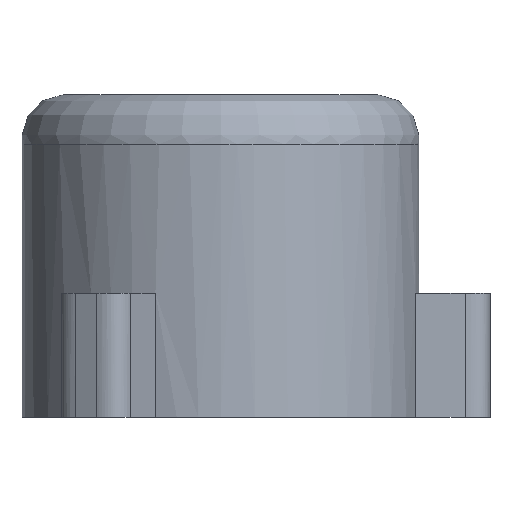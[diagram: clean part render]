
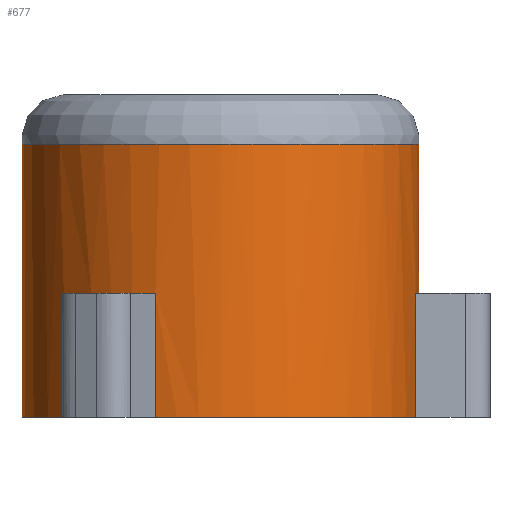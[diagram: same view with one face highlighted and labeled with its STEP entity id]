
A CAD part, left-side view. The second image highlights one B-rep face of the part: STEP entity #677.
In plain terms, the highlighted cylindrical face has radius 4 mm (diameter 8 mm), a full revolution.
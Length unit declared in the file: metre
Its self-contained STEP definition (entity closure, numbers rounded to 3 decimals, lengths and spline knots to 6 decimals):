
#12=CIRCLE('',#722,0.004);
#13=CIRCLE('',#723,0.004);
#14=CIRCLE('',#724,0.004);
#15=CIRCLE('',#725,0.004);
#16=CIRCLE('',#726,0.004);
#17=CIRCLE('',#727,0.004);
#18=CYLINDRICAL_SURFACE('',#721,0.004);
#25=LINE('',#1456,#81);
#26=LINE('',#1461,#82);
#27=LINE('',#1465,#83);
#28=LINE('',#1469,#84);
#29=LINE('',#1473,#85);
#30=LINE('',#1477,#86);
#81=VECTOR('',#771,1.);
#82=VECTOR('',#774,1.);
#83=VECTOR('',#777,1.);
#84=VECTOR('',#780,1.);
#85=VECTOR('',#783,1.);
#86=VECTOR('',#786,1.);
#211=ORIENTED_EDGE('',*,*,#391,.T.);
#212=ORIENTED_EDGE('',*,*,#414,.F.);
#213=ORIENTED_EDGE('',*,*,#415,.T.);
#214=ORIENTED_EDGE('',*,*,#416,.T.);
#215=ORIENTED_EDGE('',*,*,#417,.T.);
#216=ORIENTED_EDGE('',*,*,#418,.F.);
#217=ORIENTED_EDGE('',*,*,#419,.T.);
#218=ORIENTED_EDGE('',*,*,#420,.T.);
#219=ORIENTED_EDGE('',*,*,#421,.T.);
#220=ORIENTED_EDGE('',*,*,#422,.F.);
#221=ORIENTED_EDGE('',*,*,#423,.T.);
#222=ORIENTED_EDGE('',*,*,#424,.T.);
#223=ORIENTED_EDGE('',*,*,#425,.T.);
#391=EDGE_CURVE('',#494,#494,#563,.T.);
#414=EDGE_CURVE('',#514,#515,#25,.T.);
#415=EDGE_CURVE('',#514,#516,#12,.T.);
#416=EDGE_CURVE('',#516,#517,#26,.T.);
#417=EDGE_CURVE('',#517,#518,#13,.T.);
#418=EDGE_CURVE('',#519,#518,#27,.T.);
#419=EDGE_CURVE('',#519,#520,#14,.T.);
#420=EDGE_CURVE('',#520,#521,#28,.T.);
#421=EDGE_CURVE('',#521,#522,#15,.T.);
#422=EDGE_CURVE('',#523,#522,#29,.T.);
#423=EDGE_CURVE('',#523,#524,#16,.T.);
#424=EDGE_CURVE('',#524,#525,#30,.T.);
#425=EDGE_CURVE('',#525,#515,#17,.T.);
#494=VERTEX_POINT('',#1358);
#514=VERTEX_POINT('',#1457);
#515=VERTEX_POINT('',#1458);
#516=VERTEX_POINT('',#1460);
#517=VERTEX_POINT('',#1462);
#518=VERTEX_POINT('',#1464);
#519=VERTEX_POINT('',#1466);
#520=VERTEX_POINT('',#1468);
#521=VERTEX_POINT('',#1470);
#522=VERTEX_POINT('',#1472);
#523=VERTEX_POINT('',#1474);
#524=VERTEX_POINT('',#1476);
#525=VERTEX_POINT('',#1478);
#563=B_SPLINE_CURVE_WITH_KNOTS('',3,(#1347,#1348,#1349,#1350,#1351,#1352,
#1353,#1354,#1355,#1356,#1357),.UNSPECIFIED.,.T.,.F.,(1,1,1,1,1,1,1,1,1,
1,1,1,1,1,1),(-0.375,-0.25,-0.125,0.,0.125,0.25,0.375,0.5,0.625,0.75,0.875,
1.,1.125,1.25,1.375),.UNSPECIFIED.);
#591=EDGE_LOOP('',(#211));
#592=EDGE_LOOP('',(#212,#213,#214,#215,#216,#217,#218,#219,#220,#221,#222,
#223));
#631=FACE_BOUND('',#591,.T.);
#632=FACE_BOUND('',#592,.T.);
#677=ADVANCED_FACE('',(#631,#632),#18,.T.);
#721=AXIS2_PLACEMENT_3D('',#1455,#769,#770);
#722=AXIS2_PLACEMENT_3D('',#1459,#772,#773);
#723=AXIS2_PLACEMENT_3D('',#1463,#775,#776);
#724=AXIS2_PLACEMENT_3D('',#1467,#778,#779);
#725=AXIS2_PLACEMENT_3D('',#1471,#781,#782);
#726=AXIS2_PLACEMENT_3D('',#1475,#784,#785);
#727=AXIS2_PLACEMENT_3D('',#1479,#787,#788);
#769=DIRECTION('',(0.,0.,-1.));
#770=DIRECTION('',(-1.,0.,0.));
#771=DIRECTION('',(0.,0.,-1.));
#772=DIRECTION('',(0.,0.,1.));
#773=DIRECTION('',(1.,0.,0.));
#774=DIRECTION('',(0.,0.,-1.));
#775=DIRECTION('',(0.,0.,1.));
#776=DIRECTION('',(1.,0.,0.));
#777=DIRECTION('',(0.,0.,-1.));
#778=DIRECTION('',(0.,0.,1.));
#779=DIRECTION('',(1.,0.,0.));
#780=DIRECTION('',(0.,0.,-1.));
#781=DIRECTION('',(0.,0.,1.));
#782=DIRECTION('',(1.,0.,0.));
#783=DIRECTION('',(0.,0.,-1.));
#784=DIRECTION('',(0.,0.,1.));
#785=DIRECTION('',(1.,0.,0.));
#786=DIRECTION('',(0.,0.,-1.));
#787=DIRECTION('',(0.,0.,1.));
#788=DIRECTION('',(1.,0.,0.));
#1347=CARTESIAN_POINT('',(-0.003134,-0.003134,0.0055));
#1348=CARTESIAN_POINT('',(-0.004433,0.,0.0055));
#1349=CARTESIAN_POINT('',(-0.003134,0.003134,0.0055));
#1350=CARTESIAN_POINT('',(0.,0.004433,0.0055));
#1351=CARTESIAN_POINT('',(0.003134,0.003134,0.0055));
#1352=CARTESIAN_POINT('',(0.004433,0.,0.0055));
#1353=CARTESIAN_POINT('',(0.003134,-0.003134,0.0055));
#1354=CARTESIAN_POINT('',(0.,-0.004433,0.0055));
#1355=CARTESIAN_POINT('',(-0.003134,-0.003134,0.0055));
#1356=CARTESIAN_POINT('',(-0.004433,0.,0.0055));
#1357=CARTESIAN_POINT('',(-0.003134,0.003134,0.0055));
#1358=CARTESIAN_POINT('',(-0.004,0.,0.0055));
#1455=CARTESIAN_POINT('',(0.,0.,0.0065));
#1456=CARTESIAN_POINT('',(0.003777,0.001318,0.0025));
#1457=CARTESIAN_POINT('',(0.003777,0.001318,0.0025));
#1458=CARTESIAN_POINT('',(0.003777,0.001318,0.));
#1459=CARTESIAN_POINT('',(0.,0.,0.0025));
#1460=CARTESIAN_POINT('',(0.003025,0.002617,0.0025));
#1461=CARTESIAN_POINT('',(0.003025,0.002617,0.0025));
#1462=CARTESIAN_POINT('',(0.003025,0.002617,0.));
#1463=CARTESIAN_POINT('',(0.,0.,0.));
#1464=CARTESIAN_POINT('',(-0.00303,0.002612,0.));
#1465=CARTESIAN_POINT('',(-0.00303,0.002612,0.0025));
#1466=CARTESIAN_POINT('',(-0.00303,0.002612,0.0025));
#1467=CARTESIAN_POINT('',(0.,0.,0.0025));
#1468=CARTESIAN_POINT('',(-0.003779,0.001312,0.0025));
#1469=CARTESIAN_POINT('',(-0.003779,0.001312,0.0025));
#1470=CARTESIAN_POINT('',(-0.003779,0.001312,0.));
#1471=CARTESIAN_POINT('',(0.,0.,0.));
#1472=CARTESIAN_POINT('',(-0.00075,-0.003929,0.));
#1473=CARTESIAN_POINT('',(-0.00075,-0.003929,0.0025));
#1474=CARTESIAN_POINT('',(-0.00075,-0.003929,0.0025));
#1475=CARTESIAN_POINT('',(0.,0.,0.0025));
#1476=CARTESIAN_POINT('',(0.00075,-0.003929,0.0025));
#1477=CARTESIAN_POINT('',(0.00075,-0.003929,0.0025));
#1478=CARTESIAN_POINT('',(0.00075,-0.003929,0.));
#1479=CARTESIAN_POINT('',(0.,0.,0.));
